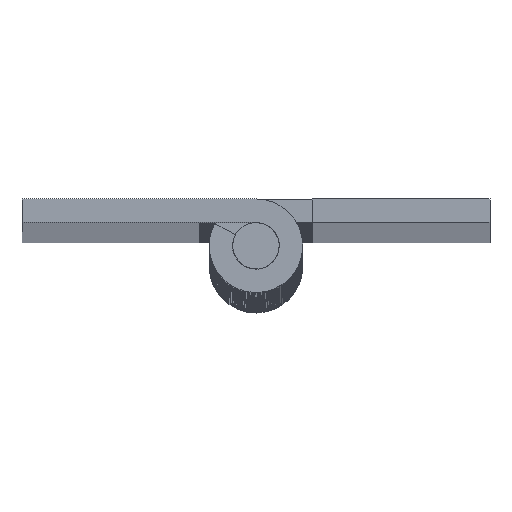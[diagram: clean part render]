
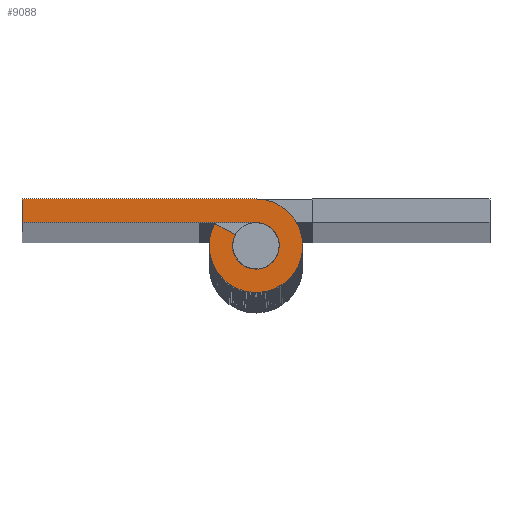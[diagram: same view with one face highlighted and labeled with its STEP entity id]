
A CAD part, top view. The second image highlights one B-rep face of the part: STEP entity #9088.
In plain terms, the highlighted free-form (B-spline) face has degree [1, 1] with [2, 2] control points.
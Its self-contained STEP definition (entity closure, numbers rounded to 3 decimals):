
#9011=CARTESIAN_POINT('',(-10.598,2.2,500.0));
#9012=CARTESIAN_POINT('',(2.571,2.2,500.0));
#9013=CARTESIAN_POINT('',(-10.598,-2.199,500.0));
#9014=CARTESIAN_POINT('',(2.571,-2.199,500.0));
#9015=B_SPLINE_SURFACE_WITH_KNOTS('',1,1,((#9011,#9013),(#9012,#9014)),.UNSPECIFIED.,.F.,.F.,.U.,(2,2),(2,2),(0.0,13.169),(0.0,4.399),.UNSPECIFIED.);
#9016=CARTESIAN_POINT('',(-1.76,0.95,500.0));
#9017=VERTEX_POINT('',#9016);
#9018=CARTESIAN_POINT('',(0.0,2.0,500.0));
#9019=VERTEX_POINT('',#9018);
#9020=CARTESIAN_POINT('',(-1.76,0.95,500.0));
#9021=CARTESIAN_POINT('',(-2.484,-0.39,500.));
#9022=CARTESIAN_POINT('',(-1.384,-1.444,500.0));
#9023=CARTESIAN_POINT('',(-0.283,-2.498,500.));
#9024=CARTESIAN_POINT('',(1.025,-1.718,500.0));
#9025=CARTESIAN_POINT('',(2.333,-0.937,500.));
#9026=CARTESIAN_POINT('',(1.928,0.531,500.0));
#9027=CARTESIAN_POINT('',(1.523,2.,500.));
#9028=CARTESIAN_POINT('',(0.0,2.0,500.0));
#9036=(BOUNDED_CURVE()B_SPLINE_CURVE(2,(#9020,#9021,#9022,#9023,#9024,#9025,#9026,#9027,#9028),.UNSPECIFIED.,.F.,.U.)B_SPLINE_CURVE_WITH_KNOTS((3,2,2,2,3),(0.0,0.25,0.5,0.75,1.0),.UNSPECIFIED.)CURVE()GEOMETRIC_REPRESENTATION_ITEM()RATIONAL_B_SPLINE_CURVE((1.0,0.796,1.0,0.796,1.0,0.796,1.0,0.796,1.0))REPRESENTATION_ITEM(''));
#9037=EDGE_CURVE('',#9017,#9019,#9036,.T.);
#9038=ORIENTED_EDGE('',*,*,#9037,.T.);
#9039=CARTESIAN_POINT('',(-10.0,2.0,500.0));
#9040=VERTEX_POINT('',#9039);
#9041=CARTESIAN_POINT('',(0.0,2.0,500.0));
#9042=CARTESIAN_POINT('',(-10.0,2.0,500.0));
#9043=QUASI_UNIFORM_CURVE('',1,(#9041,#9042),.UNSPECIFIED.,.F.,.U.);
#9044=EDGE_CURVE('',#9019,#9040,#9043,.T.);
#9045=ORIENTED_EDGE('',*,*,#9044,.T.);
#9046=CARTESIAN_POINT('',(-10.0,1.0,500.0));
#9047=VERTEX_POINT('',#9046);
#9048=CARTESIAN_POINT('',(-10.0,2.0,500.0));
#9049=CARTESIAN_POINT('',(-10.0,1.0,500.0));
#9050=QUASI_UNIFORM_CURVE('',1,(#9048,#9049),.UNSPECIFIED.,.F.,.U.);
#9051=EDGE_CURVE('',#9040,#9047,#9050,.T.);
#9052=ORIENTED_EDGE('',*,*,#9051,.T.);
#9053=CARTESIAN_POINT('',(0.0,1.0,500.0));
#9054=VERTEX_POINT('',#9053);
#9055=CARTESIAN_POINT('',(-10.0,1.0,500.0));
#9056=CARTESIAN_POINT('',(0.0,1.0,500.0));
#9057=QUASI_UNIFORM_CURVE('',1,(#9055,#9056),.UNSPECIFIED.,.F.,.U.);
#9058=EDGE_CURVE('',#9047,#9054,#9057,.T.);
#9059=ORIENTED_EDGE('',*,*,#9058,.T.);
#9060=CARTESIAN_POINT('',(-0.88,0.475,500.0));
#9061=VERTEX_POINT('',#9060);
#9062=CARTESIAN_POINT('',(-0.88,0.475,500.0));
#9063=CARTESIAN_POINT('',(-1.242,-0.195,500.));
#9064=CARTESIAN_POINT('',(-0.692,-0.722,500.0));
#9065=CARTESIAN_POINT('',(-0.142,-1.249,500.));
#9066=CARTESIAN_POINT('',(0.512,-0.859,500.0));
#9067=CARTESIAN_POINT('',(1.166,-0.469,500.));
#9068=CARTESIAN_POINT('',(0.964,0.266,500.0));
#9069=CARTESIAN_POINT('',(0.762,1.0,500.));
#9070=CARTESIAN_POINT('',(0.0,1.0,500.0));
#9078=(BOUNDED_CURVE()B_SPLINE_CURVE(2,(#9062,#9063,#9064,#9065,#9066,#9067,#9068,#9069,#9070),.UNSPECIFIED.,.F.,.U.)B_SPLINE_CURVE_WITH_KNOTS((3,2,2,2,3),(0.0,0.25,0.5,0.75,1.0),.UNSPECIFIED.)CURVE()GEOMETRIC_REPRESENTATION_ITEM()RATIONAL_B_SPLINE_CURVE((1.0,0.796,1.0,0.796,1.0,0.796,1.0,0.796,1.0))REPRESENTATION_ITEM(''));
#9079=EDGE_CURVE('',#9061,#9054,#9078,.T.);
#9080=ORIENTED_EDGE('',*,*,#9079,.F.);
#9081=CARTESIAN_POINT('',(-0.88,0.475,500.0));
#9082=CARTESIAN_POINT('',(-1.76,0.95,500.0));
#9083=QUASI_UNIFORM_CURVE('',1,(#9081,#9082),.UNSPECIFIED.,.F.,.U.);
#9084=EDGE_CURVE('',#9061,#9017,#9083,.T.);
#9085=ORIENTED_EDGE('',*,*,#9084,.T.);
#9086=EDGE_LOOP('',(#9038,#9045,#9052,#9059,#9080,#9085));
#9087=FACE_OUTER_BOUND('',#9086,.T.);
#9088=ADVANCED_FACE('',(#9087),#9015,.F.);
